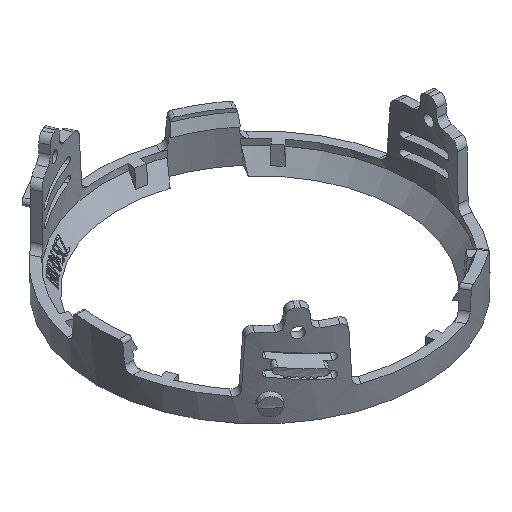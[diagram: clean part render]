
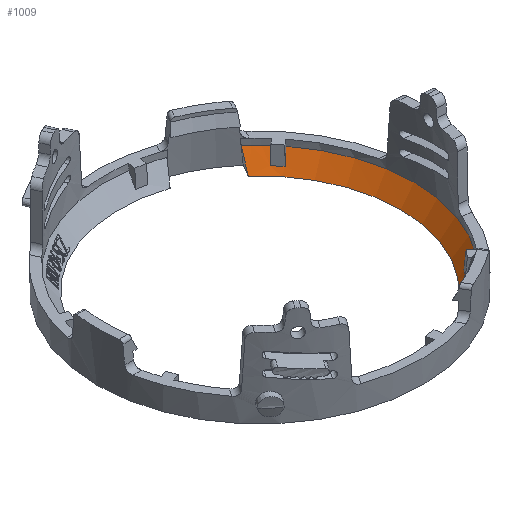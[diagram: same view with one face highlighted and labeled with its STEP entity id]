
A CAD part, isometric view. The second image highlights one B-rep face of the part: STEP entity #1009.
In plain terms, the highlighted conical face has half-angle 38 degrees and reference radius 21.204 mm.
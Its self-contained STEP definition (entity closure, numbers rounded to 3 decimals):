
#1009=ADVANCED_FACE('',(#2122),#2123,.F.);
#2122=FACE_OUTER_BOUND('',#3532,.T.);
#2123=CONICAL_SURFACE('',#3533,21.204,0.663);
#3532=EDGE_LOOP('',(#6719,#6720,#6721,#6722,#6723,#6724,#6725,#6726,#6727,#6728,#6729,#6730));
#3533=AXIS2_PLACEMENT_3D('',#6731,#6732,#6733);
#6719=ORIENTED_EDGE('',*,*,#9219,.F.);
#6720=ORIENTED_EDGE('',*,*,#9152,.F.);
#6721=ORIENTED_EDGE('',*,*,#9220,.F.);
#6722=ORIENTED_EDGE('',*,*,#9221,.F.);
#6723=ORIENTED_EDGE('',*,*,#9222,.F.);
#6724=ORIENTED_EDGE('',*,*,#9143,.F.);
#6725=ORIENTED_EDGE('',*,*,#9148,.F.);
#6726=ORIENTED_EDGE('',*,*,#9223,.F.);
#6727=ORIENTED_EDGE('',*,*,#9113,.F.);
#6728=ORIENTED_EDGE('',*,*,#9224,.T.);
#6729=ORIENTED_EDGE('',*,*,#9110,.F.);
#6730=ORIENTED_EDGE('',*,*,#9225,.F.);
#6731=CARTESIAN_POINT('',(0.,0.0,2.0));
#6732=DIRECTION('',(-0.0,-0.0,1.0));
#6733=DIRECTION('',(1.0,0.0,0.0));
#9110=EDGE_CURVE('',#11273,#11275,#11276,.T.);
#9113=EDGE_CURVE('',#11279,#11280,#11281,.T.);
#9143=EDGE_CURVE('',#11323,#11326,#11327,.T.);
#9148=EDGE_CURVE('',#11332,#11323,#11335,.T.);
#9152=EDGE_CURVE('',#11338,#11341,#11342,.T.);
#9219=EDGE_CURVE('',#11341,#11432,#11433,.T.);
#9220=EDGE_CURVE('',#11434,#11338,#11435,.T.);
#9221=EDGE_CURVE('',#11436,#11434,#11437,.T.);
#9222=EDGE_CURVE('',#11326,#11436,#11438,.T.);
#9223=EDGE_CURVE('',#11280,#11332,#11439,.T.);
#9224=EDGE_CURVE('',#11279,#11275,#11440,.T.);
#9225=EDGE_CURVE('',#11432,#11273,#11441,.T.);
#11273=VERTEX_POINT('',#17172);
#11275=VERTEX_POINT('',#17174);
#11276=B_SPLINE_CURVE_WITH_KNOTS('',3,(#17175,#17176,#17177,#17178),.UNSPECIFIED.,.F.,.F.,(4,4),(0.,0.003),.UNSPECIFIED.);
#11279=VERTEX_POINT('',#17182);
#11280=VERTEX_POINT('',#17183);
#11281=B_SPLINE_CURVE_WITH_KNOTS('',3,(#17184,#17185,#17186,#17187),.UNSPECIFIED.,.F.,.F.,(4,4),(0.,0.003),.UNSPECIFIED.);
#11323=VERTEX_POINT('',#17245);
#11326=VERTEX_POINT('',#17249);
#11327=B_SPLINE_CURVE_WITH_KNOTS('',3,(#17250,#17251,#17252,#17253),.UNSPECIFIED.,.F.,.F.,(4,4),(0.,0.002),.UNSPECIFIED.);
#11332=VERTEX_POINT('',#17260);
#11335=B_SPLINE_CURVE_WITH_KNOTS('',3,(#17263,#17264,#17265,#17266),.UNSPECIFIED.,.F.,.F.,(4,4),(0.,0.002),.UNSPECIFIED.);
#11338=VERTEX_POINT('',#17270);
#11341=VERTEX_POINT('',#17274);
#11342=B_SPLINE_CURVE_WITH_KNOTS('',3,(#17275,#17276,#17277,#17278),.UNSPECIFIED.,.F.,.F.,(4,4),(0.,0.002),.UNSPECIFIED.);
#11432=VERTEX_POINT('',#17612);
#11433=B_SPLINE_CURVE_WITH_KNOTS('',3,(#17613,#17614,#17615,#17616),.UNSPECIFIED.,.F.,.F.,(4,4),(0.,0.002),.UNSPECIFIED.);
#11434=VERTEX_POINT('',#17617);
#11435=B_SPLINE_CURVE_WITH_KNOTS('',3,(#17618,#17619,#17620,#17621),.UNSPECIFIED.,.F.,.F.,(4,4),(0.,0.002),.UNSPECIFIED.);
#11436=VERTEX_POINT('',#17622);
#11437=CIRCLE('',#17623,23.207);
#11438=B_SPLINE_CURVE_WITH_KNOTS('',3,(#17624,#17625,#17626,#17627),.UNSPECIFIED.,.F.,.F.,(4,4),(0.,0.002),.UNSPECIFIED.);
#11439=CIRCLE('',#17628,23.207);
#11440=CIRCLE('',#17629,21.204);
#11441=CIRCLE('',#17630,23.207);
#17172=CARTESIAN_POINT('',(14.958,-17.743,4.563));
#17174=CARTESIAN_POINT('',(14.111,-15.828,2.0));
#17175=CARTESIAN_POINT('',(14.958,-17.743,4.563));
#17176=CARTESIAN_POINT('',(14.676,-17.106,3.707));
#17177=CARTESIAN_POINT('',(14.394,-16.468,2.853));
#17178=CARTESIAN_POINT('',(14.111,-15.828,2.0));
#17182=CARTESIAN_POINT('',(14.111,15.828,2.0));
#17183=CARTESIAN_POINT('',(14.958,17.743,4.563));
#17184=CARTESIAN_POINT('',(14.111,15.828,2.0));
#17185=CARTESIAN_POINT('',(14.394,16.468,2.853));
#17186=CARTESIAN_POINT('',(14.676,17.106,3.707));
#17187=CARTESIAN_POINT('',(14.958,17.743,4.563));
#17245=CARTESIAN_POINT('',(16.242,14.667,2.87));
#17249=CARTESIAN_POINT('',(17.265,13.448,2.87));
#17250=CARTESIAN_POINT('',(16.242,14.667,2.87));
#17251=CARTESIAN_POINT('',(16.581,14.259,2.843));
#17252=CARTESIAN_POINT('',(16.922,13.853,2.843));
#17253=CARTESIAN_POINT('',(17.265,13.448,2.87));
#17260=CARTESIAN_POINT('',(17.275,15.496,4.563));
#17263=CARTESIAN_POINT('',(17.275,15.496,4.563));
#17264=CARTESIAN_POINT('',(16.931,15.22,3.999));
#17265=CARTESIAN_POINT('',(16.586,14.944,3.435));
#17266=CARTESIAN_POINT('',(16.242,14.667,2.87));
#17270=CARTESIAN_POINT('',(17.265,-13.448,2.87));
#17274=CARTESIAN_POINT('',(16.242,-14.667,2.87));
#17275=CARTESIAN_POINT('',(17.265,-13.448,2.87));
#17276=CARTESIAN_POINT('',(16.922,-13.853,2.843));
#17277=CARTESIAN_POINT('',(16.581,-14.259,2.843));
#17278=CARTESIAN_POINT('',(16.242,-14.667,2.87));
#17612=CARTESIAN_POINT('',(17.275,-15.496,4.563));
#17613=CARTESIAN_POINT('',(16.242,-14.667,2.87));
#17614=CARTESIAN_POINT('',(16.586,-14.944,3.435));
#17615=CARTESIAN_POINT('',(16.931,-15.22,3.999));
#17616=CARTESIAN_POINT('',(17.275,-15.496,4.563));
#17617=CARTESIAN_POINT('',(18.26,-14.322,4.563));
#17618=CARTESIAN_POINT('',(18.26,-14.322,4.563));
#17619=CARTESIAN_POINT('',(17.929,-14.031,3.999));
#17620=CARTESIAN_POINT('',(17.597,-13.739,3.435));
#17621=CARTESIAN_POINT('',(17.265,-13.448,2.87));
#17622=CARTESIAN_POINT('',(18.26,14.322,4.563));
#17623=AXIS2_PLACEMENT_3D('',#19887,#19888,#19889);
#17624=CARTESIAN_POINT('',(17.265,13.448,2.87));
#17625=CARTESIAN_POINT('',(17.597,13.739,3.435));
#17626=CARTESIAN_POINT('',(17.929,14.031,3.999));
#17627=CARTESIAN_POINT('',(18.26,14.322,4.563));
#17628=AXIS2_PLACEMENT_3D('',#19890,#19891,#19892);
#17629=AXIS2_PLACEMENT_3D('',#19893,#19894,#19895);
#17630=AXIS2_PLACEMENT_3D('',#19896,#19897,#19898);
#19887=CARTESIAN_POINT('',(0.,0.0,4.563));
#19888=DIRECTION('',(0.0,0.0,-1.0));
#19889=DIRECTION('',(1.0,0.0,0.0));
#19890=CARTESIAN_POINT('',(0.,0.0,4.563));
#19891=DIRECTION('',(0.0,0.0,-1.0));
#19892=DIRECTION('',(1.0,0.0,0.0));
#19893=CARTESIAN_POINT('',(0.,0.0,2.0));
#19894=DIRECTION('',(0.0,0.0,-1.0));
#19895=DIRECTION('',(-1.0,0.0,0.0));
#19896=CARTESIAN_POINT('',(0.,0.0,4.563));
#19897=DIRECTION('',(0.0,0.0,-1.0));
#19898=DIRECTION('',(1.0,0.0,0.0));
